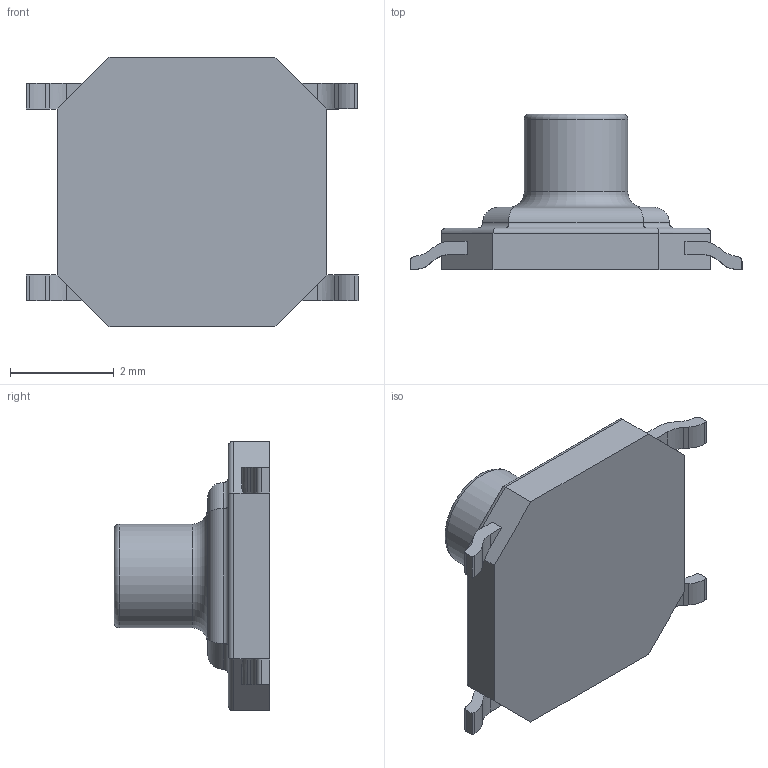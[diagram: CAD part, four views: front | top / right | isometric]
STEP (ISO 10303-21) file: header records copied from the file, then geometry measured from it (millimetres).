
FILE_DESCRIPTION(/* description */ ('STEP AP214'),/* implementation_level */ '2;1');
FILE_NAME(/* name */ 'tact_switch_3mm.stp',/* time_stamp */ '2021-06-12T08:53:22+02:00',/* author */ ('PaulT'),/* organization */ (''),/* preprocessor_version */ 'ST-DEVELOPER v18.1',/* originating_system */ 'Autodesk Inventor 2021',/* authorisation */ '');
FILE_SCHEMA (('AUTOMOTIVE_DESIGN { 1 0 10303 214 3 1 1 }'));
Length unit declared in the file: millimetre
Products named in the file (1): tact switch SMD IT-1187A (5x5x4.3) smd T209
Bounding box: 6.4 x 3 x 5.2 mm (x, y, z)
Volume: 31 mm3; surface area: 82.4 mm2
Topology: 1 solids, 1 shells, 91 faces, 239 edges, 152 vertices
Faces by surface type: cylinder 45, plane 44, torus 2
Full cylindrical faces by diameter (mm): 2 x1
Entity records: 2958 total; most frequent: DIRECTION 505, CARTESIAN_POINT 483, ORIENTED_EDGE 478, EDGE_CURVE 239, AXIS2_PLACEMENT_3D 174, LINE 157, VECTOR 157, VERTEX_POINT 152
